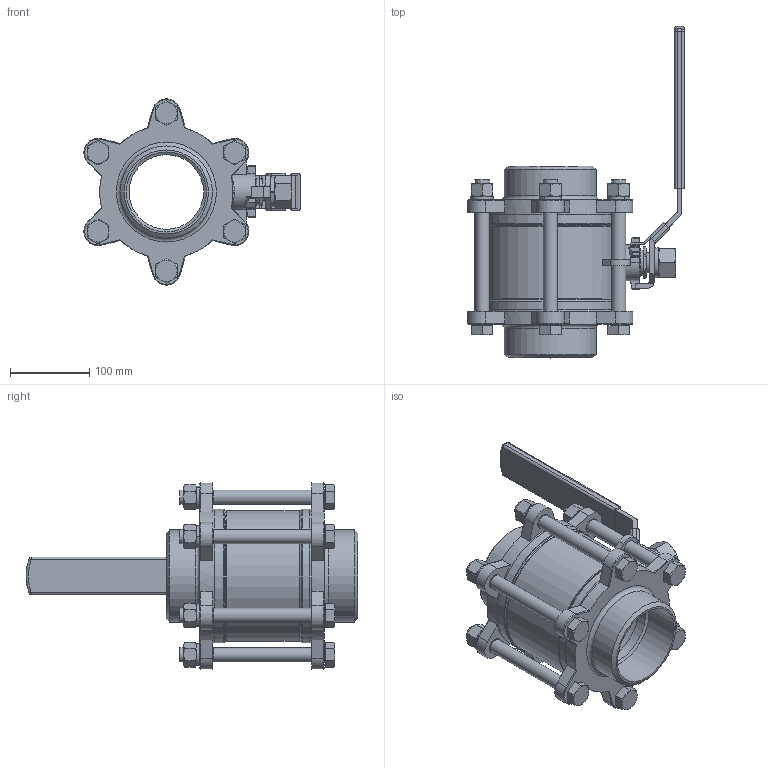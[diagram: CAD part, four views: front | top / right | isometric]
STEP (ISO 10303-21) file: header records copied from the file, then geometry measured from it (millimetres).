
FILE_DESCRIPTION(('STEP AP214'),'1');
FILE_NAME(' 4.stp','2020-09-04T00:35:50',(' '),(' '),'Spatial InterOp 3D',' ',' ');
FILE_SCHEMA(('AUTOMOTIVE_DESIGN { 1 0 10303 214 1 1 1 1 }'));
Length unit declared in the file: millimetre
Products named in the file (25): 3PC____ 4; 螺母 ： 标准 - M18.0 x 15.8; 垫圈 ： 单圈弹簧 - M18.0 x 4.5; 压紧螺母; 阀杆; 阀体; 垫圈 ： 单圈弹簧 - M24.0 x 6.0; 螺母 ： 标准 - M24.0 x 21.5; 手柄套; 锁块; 手柄; 阀盖; 螺栓 ： 六角头 - M18.0 x 184.0
Assembly tree (28 placements, depth 2):
  3PC____ 4
    螺母 ： 标准 - M18.0 x 15.8
    垫圈 ： 单圈弹簧 - M18.0 x 4.5
    螺母 ： 标准 - M18.0 x 15.8
    垫圈 ： 单圈弹簧 - M18.0 x 4.5
    螺母 ： 标准 - M18.0 x 15.8
    垫圈 ： 单圈弹簧 - M18.0 x 4.5
    螺母 ： 标准 - M18.0 x 15.8
    垫圈 ： 单圈弹簧 - M18.0 x 4.5
    螺母 ： 标准 - M18.0 x 15.8
    垫圈 ： 单圈弹簧 - M18.0 x 4.5
    螺母 ： 标准 - M18.0 x 15.8
    垫圈 ： 单圈弹簧 - M18.0 x 4.5
    压紧螺母
    阀杆
    阀体
    垫圈 ： 单圈弹簧 - M24.0 x 6.0
    螺母 ： 标准 - M24.0 x 21.5
    手柄套
    锁块
    手柄
    阀盖
    螺栓 ： 六角头 - M18.0 x 184.0
    螺栓 ： 六角头 - M18.0 x 184.0  x5
    阀盖
Bounding box: 272.34 x 418.07 x 234.37 mm (x, y, z)
Volume: 2011032.6 mm3; surface area: 536724.4 mm2
Topology: 28 solids, 28 shells, 618 faces, 1437 edges, 887 vertices
Faces by surface type: plane 291, cone 148, cylinder 137, torus 21, bspline 16, sphere 5
Full cylindrical faces by diameter (mm): 7.5 x1, 18 x12, 19 x2, 19.2 x12, 24 x1, 25 x1, 25.4 x1, 25.6 x1, 30 x1, 31 x1, 32 x1, 33.4 x1, 35 x1, 45 x1, 94 x2, 101 x2, 116 x2, 150 x1, 152 x2, 160 x2, 165 x1, 168 x4
Entity records: 23795 total; most frequent: CARTESIAN_POINT 6799, DIRECTION 2467, ORIENTED_EDGE 2424, EDGE_CURVE 1212, AXIS2_PLACEMENT_3D 991, VERTEX_POINT 795, EDGE_LOOP 691, FACE_OUTER_BOUND 606
